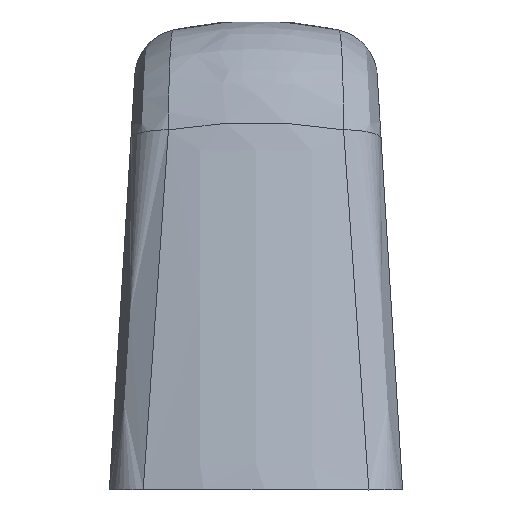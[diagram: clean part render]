
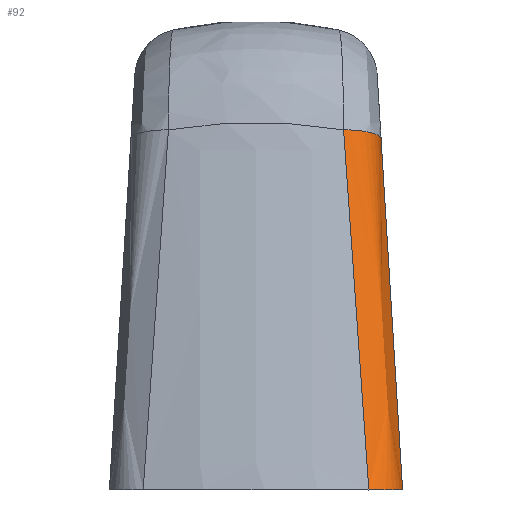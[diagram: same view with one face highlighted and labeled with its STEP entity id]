
A CAD part, left-side view. The second image highlights one B-rep face of the part: STEP entity #92.
In plain terms, the highlighted free-form (B-spline) face has degree [3, 2] with [8, 3] control points.
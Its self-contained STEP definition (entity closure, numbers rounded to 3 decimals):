
#92 = ADVANCED_FACE( '', ( #228 ), #229, .T. );
#228 = FACE_OUTER_BOUND( '', #555, .T. );
#229 = ( BOUNDED_SURFACE(  )B_SPLINE_SURFACE( 3, 2, ( ( #558, #559, #560 ), ( #561, #562, #563 ), ( #564, #565, #566 ), ( #567, #568, #569 ), ( #570, #571, #572 ), ( #573, #574, #575 ), ( #576, #577, #578 ), ( #579, #580, #581 ) ), .UNSPECIFIED., .F., .F., .F. )B_SPLINE_SURFACE_WITH_KNOTS( ( 4, 2, 2, 4 ), ( 3, 3 ), ( 0., 0.019, 0.029, 0.038 ), ( 0., 1. ), .UNSPECIFIED. )GEOMETRIC_REPRESENTATION_ITEM(  )RATIONAL_B_SPLINE_SURFACE( ( ( 1., 0.789, 1. ), ( 1., 0.792, 1. ), ( 1., 0.796, 1. ), ( 1., 0.801, 1. ), ( 1., 0.803, 1. ), ( 1., 0.806, 1. ), ( 1., 0.808, 1. ), ( 1., 0.809, 1. ) ) )REPRESENTATION_ITEM( '' )SURFACE(  ) );
#555 = EDGE_LOOP( '', ( #2410, #2411, #2412, #2413 ) );
#558 = CARTESIAN_POINT( '', ( -59.048, -8.959, 36.86 ) );
#559 = CARTESIAN_POINT( '', ( -58.125, -12.746, 36.859 ) );
#560 = CARTESIAN_POINT( '', ( -54.346, -12.804, 35.906 ) );
#561 = CARTESIAN_POINT( '', ( -60.597, -9.392, 30.684 ) );
#562 = CARTESIAN_POINT( '', ( -59.637, -13.122, 30.699 ) );
#563 = CARTESIAN_POINT( '', ( -55.908, -13.181, 29.733 ) );
#564 = CARTESIAN_POINT( '', ( -62.139, -9.825, 24.506 ) );
#565 = CARTESIAN_POINT( '', ( -61.149, -13.501, 24.51 ) );
#566 = CARTESIAN_POINT( '', ( -57.464, -13.559, 23.558 ) );
#567 = CARTESIAN_POINT( '', ( -64.44, -10.476, 15.235 ) );
#568 = CARTESIAN_POINT( '', ( -63.412, -14.07, 15.205 ) );
#569 = CARTESIAN_POINT( '', ( -59.787, -14.126, 14.294 ) );
#570 = CARTESIAN_POINT( '', ( -65.204, -10.692, 12.145 ) );
#571 = CARTESIAN_POINT( '', ( -64.163, -14.259, 12.11 ) );
#572 = CARTESIAN_POINT( '', ( -60.559, -14.315, 11.205 ) );
#573 = CARTESIAN_POINT( '', ( -66.73, -11.126, 5.962 ) );
#574 = CARTESIAN_POINT( '', ( -65.662, -14.638, 5.918 ) );
#575 = CARTESIAN_POINT( '', ( -62.101, -14.693, 5.027 ) );
#576 = CARTESIAN_POINT( '', ( -67.491, -11.343, 2.871 ) );
#577 = CARTESIAN_POINT( '', ( -66.41, -14.827, 2.822 ) );
#578 = CARTESIAN_POINT( '', ( -62.87, -14.881, 1.938 ) );
#579 = CARTESIAN_POINT( '', ( -68.25, -11.56, -0.221 ) );
#580 = CARTESIAN_POINT( '', ( -67.157, -15.017, -0.281 ) );
#581 = CARTESIAN_POINT( '', ( -63.637, -15.07, -1.152 ) );
#2410 = ORIENTED_EDGE( '', *, *, #2926, .F. );
#2411 = ORIENTED_EDGE( '', *, *, #2927, .F. );
#2412 = ORIENTED_EDGE( '', *, *, #2928, .F. );
#2413 = ORIENTED_EDGE( '', *, *, #2929, .F. );
#2926 = EDGE_CURVE( '', #3141, #3142, #3143, .T. );
#2927 = EDGE_CURVE( '', #3144, #3141, #3145, .T. );
#2928 = EDGE_CURVE( '', #3146, #3144, #3147, .T. );
#2929 = EDGE_CURVE( '', #3142, #3146, #3148, .T. );
#3141 = VERTEX_POINT( '', #3589 );
#3142 = VERTEX_POINT( '', #3590 );
#3143 = B_SPLINE_CURVE_WITH_KNOTS( '', 3, ( #3591, #3592, #3593, #3594, #3595, #3596, #3597, #3598, #3599, #3600, #3601, #3602, #3603, #3604, #3605, #3606, #3607, #3608, #3609, #3610, #3611, #3612, #3613, #3614, #3615, #3616, #3617, #3618, #3619, #3620, #3621, #3622, #3623, #3624, #3625, #3626, #3627, #3628, #3629 ), .UNSPECIFIED., .F., .F., ( 4, 1, 1, 1, 2, 1, 2, 2, 2, 1, 1, 2, 1, 2, 2, 1, 1, 1, 1, 2, 2, 2, 1, 2, 1, 4 ), ( 0., 0., 0.001, 0.001, 0.002, 0.002, 0.002, 0.002, 0.002, 0.002, 0.003, 0.003, 0.003, 0.003, 0.004, 0.004, 0.004, 0.004, 0.005, 0.005, 0.005, 0.005, 0.005, 0.006, 0.006, 0.006 ), .UNSPECIFIED. );
#3144 = VERTEX_POINT( '', #3630 );
#3145 = B_SPLINE_CURVE_WITH_KNOTS( '', 3, ( #3631, #3632, #3633, #3634 ), .UNSPECIFIED., .F., .F., ( 4, 4 ), ( 0., 0.037 ), .UNSPECIFIED. );
#3146 = VERTEX_POINT( '', #3635 );
#3147 = CIRCLE( '', #3636, 5. );
#3148 = B_SPLINE_CURVE_WITH_KNOTS( '', 3, ( #3637, #3638, #3639, #3640, #3641, #3642, #3643, #3644, #3645 ), .UNSPECIFIED., .F., .F., ( 4, 2, 2, 1, 4 ), ( 0., 0.005, 0.01, 0.019, 0.038 ), .UNSPECIFIED. );
#3589 = CARTESIAN_POINT( '', ( -63.351, -15., 0. ) );
#3590 = CARTESIAN_POINT( '', ( -68.196, -11.544, 0. ) );
#3591 = CARTESIAN_POINT( '', ( -63.351, -15., 0. ) );
#3592 = CARTESIAN_POINT( '', ( -63.485, -15., 0. ) );
#3593 = CARTESIAN_POINT( '', ( -63.75, -14.99, 0. ) );
#3594 = CARTESIAN_POINT( '', ( -64.144, -14.945, 0. ) );
#3595 = CARTESIAN_POINT( '', ( -64.533, -14.871, 0. ) );
#3596 = CARTESIAN_POINT( '', ( -64.789, -14.802, 0. ) );
#3597 = CARTESIAN_POINT( '', ( -64.947, -14.752, 0. ) );
#3598 = CARTESIAN_POINT( '', ( -64.995, -14.737, 0. ) );
#3599 = CARTESIAN_POINT( '', ( -65.042, -14.721, 0. ) );
#3600 = CARTESIAN_POINT( '', ( -65.074, -14.71, 0. ) );
#3601 = CARTESIAN_POINT( '', ( -65.09, -14.704, 0. ) );
#3602 = CARTESIAN_POINT( '', ( -65.168, -14.677, 0. ) );
#3603 = CARTESIAN_POINT( '', ( -65.231, -14.653, 0. ) );
#3604 = CARTESIAN_POINT( '', ( -65.416, -14.579, 0. ) );
#3605 = CARTESIAN_POINT( '', ( -65.658, -14.471, 0. ) );
#3606 = CARTESIAN_POINT( '', ( -66.005, -14.283, 0. ) );
#3607 = CARTESIAN_POINT( '', ( -66.227, -14.14, 0. ) );
#3608 = CARTESIAN_POINT( '', ( -66.39, -14.026, 0. ) );
#3609 = CARTESIAN_POINT( '', ( -66.47, -13.967, 0. ) );
#3610 = CARTESIAN_POINT( '', ( -66.549, -13.905, 0. ) );
#3611 = CARTESIAN_POINT( '', ( -66.588, -13.874, 0. ) );
#3612 = CARTESIAN_POINT( '', ( -66.601, -13.863, 0. ) );
#3613 = CARTESIAN_POINT( '', ( -66.627, -13.842, 0. ) );
#3614 = CARTESIAN_POINT( '', ( -66.743, -13.747, 0. ) );
#3615 = CARTESIAN_POINT( '', ( -66.953, -13.558, 0. ) );
#3616 = CARTESIAN_POINT( '', ( -67.225, -13.271, 0. ) );
#3617 = CARTESIAN_POINT( '', ( -67.474, -12.963, 0. ) );
#3618 = CARTESIAN_POINT( '', ( -67.623, -12.743, 0. ) );
#3619 = CARTESIAN_POINT( '', ( -67.702, -12.616, 0. ) );
#3620 = CARTESIAN_POINT( '', ( -67.711, -12.602, 0. ) );
#3621 = CARTESIAN_POINT( '', ( -67.728, -12.573, 0. ) );
#3622 = CARTESIAN_POINT( '', ( -67.737, -12.559, 0. ) );
#3623 = CARTESIAN_POINT( '', ( -67.763, -12.515, 0. ) );
#3624 = CARTESIAN_POINT( '', ( -67.813, -12.429, 0. ) );
#3625 = CARTESIAN_POINT( '', ( -67.86, -12.341, 0. ) );
#3626 = CARTESIAN_POINT( '', ( -67.952, -12.163, 0. ) );
#3627 = CARTESIAN_POINT( '', ( -68.063, -11.922, 0. ) );
#3628 = CARTESIAN_POINT( '', ( -68.155, -11.672, 0. ) );
#3629 = CARTESIAN_POINT( '', ( -68.196, -11.544, 0. ) );
#3630 = CARTESIAN_POINT( '', ( -54.346, -12.804, 35.906 ) );
#3631 = CARTESIAN_POINT( '', ( -54.346, -12.804, 35.906 ) );
#3632 = CARTESIAN_POINT( '', ( -57.373, -13.536, 23.944 ) );
#3633 = CARTESIAN_POINT( '', ( -60.375, -14.268, 11.975 ) );
#3634 = CARTESIAN_POINT( '', ( -63.351, -15., 0. ) );
#3635 = CARTESIAN_POINT( '', ( -59.048, -8.959, 36.86 ) );
#3636 = AXIS2_PLACEMENT_3D( '', #4776, #4777, #4778 );
#3637 = CARTESIAN_POINT( '', ( -68.196, -11.544, 0. ) );
#3638 = CARTESIAN_POINT( '', ( -67.819, -11.436, 1.537 ) );
#3639 = CARTESIAN_POINT( '', ( -67.441, -11.329, 3.073 ) );
#3640 = CARTESIAN_POINT( '', ( -66.685, -11.113, 6.147 ) );
#3641 = CARTESIAN_POINT( '', ( -66.306, -11.005, 7.683 ) );
#3642 = CARTESIAN_POINT( '', ( -65.168, -10.682, 12.292 ) );
#3643 = CARTESIAN_POINT( '', ( -62.887, -10.036, 21.509 ) );
#3644 = CARTESIAN_POINT( '', ( -60.588, -9.389, 30.721 ) );
#3645 = CARTESIAN_POINT( '', ( -59.048, -8.959, 36.86 ) );
#4776 = CARTESIAN_POINT( '', ( -54.346, -7.813, 35.601 ) );
#4777 = DIRECTION( '', ( 0.245, 0.059, 0.968 ) );
#4778 = DIRECTION( '', ( 0.969, 0., -0.245 ) );
